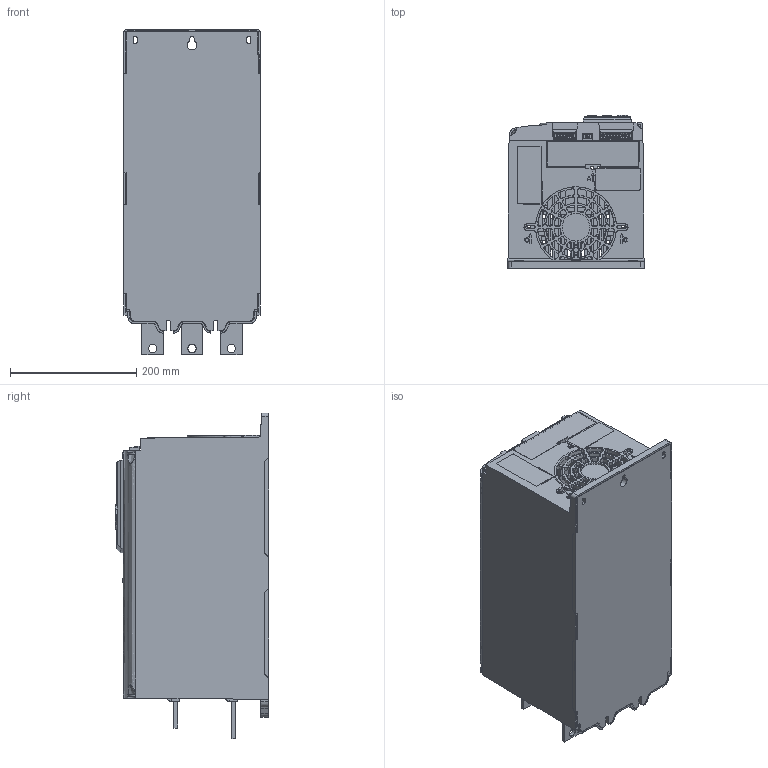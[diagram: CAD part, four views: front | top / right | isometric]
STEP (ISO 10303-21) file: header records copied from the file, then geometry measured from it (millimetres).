
FILE_DESCRIPTION(/* description */ (''),/* implementation_level */ '2;1');
FILE_NAME(/* name */ 'FILE_STP_CAD_DRAWING_3D_ADXT0311-ADXT0554_prt.stp',/* time_stamp */ '2025-02-26T08:19:21+01:00',/* author */ (''),/* organization */ (''),/* preprocessor_version */ 'ST-DEVELOPER v16.7',/* originating_system */ 'SIEMENS PLM Software NX 12.0',/* authorisation */ '');
FILE_SCHEMA (('AUTOMOTIVE_DESIGN { 1 0 10303 214 3 1 1 1 }'));
Products named in the file (1): 3D_ADXT0311-ADXT0554
Bounding box: 216 x 243.5 x 516.41 mm (x, y, z)
Surface area: 1108727.9 mm2 (no closed solid volume)
Topology: 0 solids, 134 shells, 2039 faces, 8288 edges, 6063 vertices
Faces by surface type: plane 1410, bspline 246, cone 231, cylinder 145, torus 4, sphere 2, extrusion 1
Entity records: 108030 total; most frequent: CARTESIAN_POINT 43458, ORIENTED_EDGE 13122, DIRECTION 10740, EDGE_CURVE 8288, VECTOR 6092, LINE 6091, VERTEX_POINT 6062, EDGE_LOOP 2468
